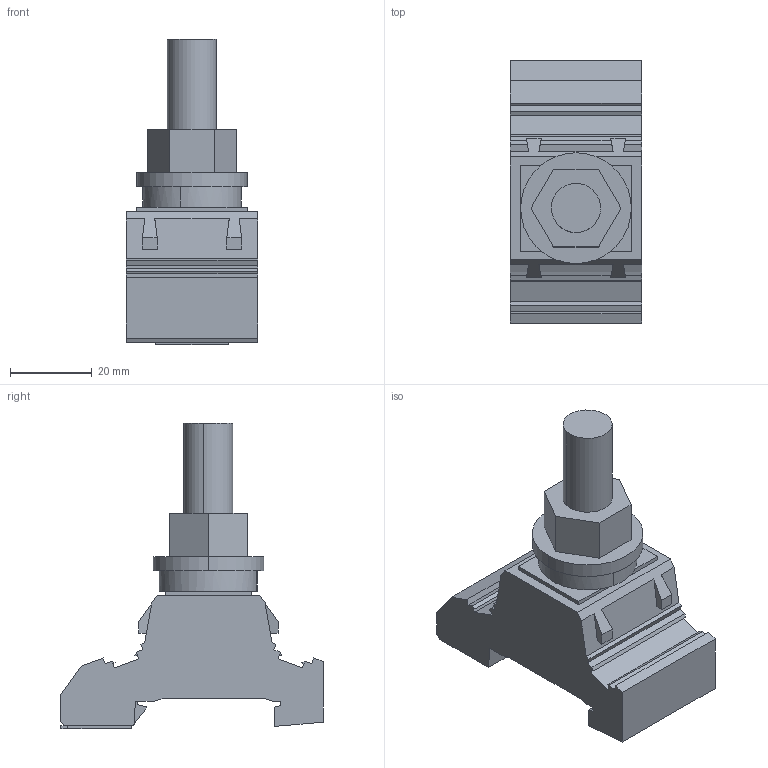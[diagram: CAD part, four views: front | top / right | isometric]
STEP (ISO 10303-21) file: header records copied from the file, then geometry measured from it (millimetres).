
FILE_DESCRIPTION(('Creo Elements/Direct Modeling STEP Export'),'2;1');
FILE_NAME('model.stp','2019-02-27T 0:24:09',(''),(''),'Creo Elements/Direct Modeling STEP processor for AP214 (Solid Model)','Creo Elements/Direct Modeling 20.1A 29-Sep-2018 (C) Parametric Technology GmbH','');
FILE_SCHEMA(('AUTOMOTIVE_DESIGN { 1 0 10303 214 1 1 1 1 }'));
Length unit declared in the file: millimetre
Products named in the file (1): HV_M12_1-select
Bounding box: 32 x 64 x 74.6 mm (x, y, z)
Volume: 50136.4 mm3; surface area: 11996.1 mm2
Topology: 1 solids, 1 shells, 150 faces, 425 edges, 281 vertices
Faces by surface type: plane 142, cylinder 6, extrusion 2
Entity records: 5745 total; most frequent: ORIENTED_EDGE 850, CARTESIAN_POINT 821, DIRECTION 661, EDGE_CURVE 425, VECTOR 391, LINE 389, VERTEX_POINT 281, EDGE_LOOP 154
